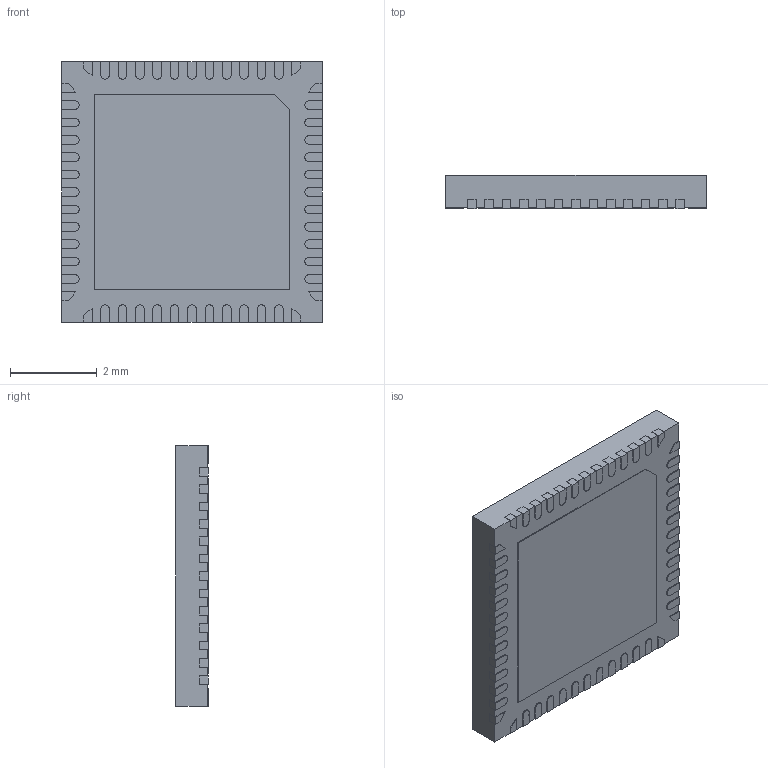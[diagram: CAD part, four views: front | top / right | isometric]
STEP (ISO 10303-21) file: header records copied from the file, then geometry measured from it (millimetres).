
FILE_DESCRIPTION (( 'STEP AP214' ), '1' );
FILE_NAME ('IQS9151-000QFR.STEP', '2025-08-28T09:22:39', ( '' ), ( '' ), 'SwSTEP 2.0', 'SolidWorks 2020', '' );
FILE_SCHEMA (( 'AUTOMOTIVE_DESIGN' ));
Length unit declared in the file: millimetre
Products named in the file (1): IQS9151-000QFR
Bounding box: 6 x 0.75 x 6 mm (x, y, z)
Volume: 26.8 mm3; surface area: 91.1 mm2
Topology: 1 solids, 1 shells, 338 faces, 1002 edges, 668 vertices
Faces by surface type: plane 281, cylinder 57
Entity records: 11280 total; most frequent: CARTESIAN_POINT 2009, ORIENTED_EDGE 2004, DIRECTION 1794, EDGE_CURVE 1002, VECTOR 888, LINE 888, VERTEX_POINT 668, AXIS2_PLACEMENT_3D 453
